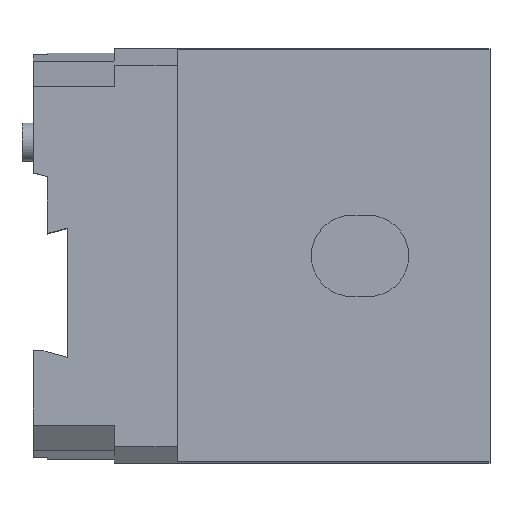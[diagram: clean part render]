
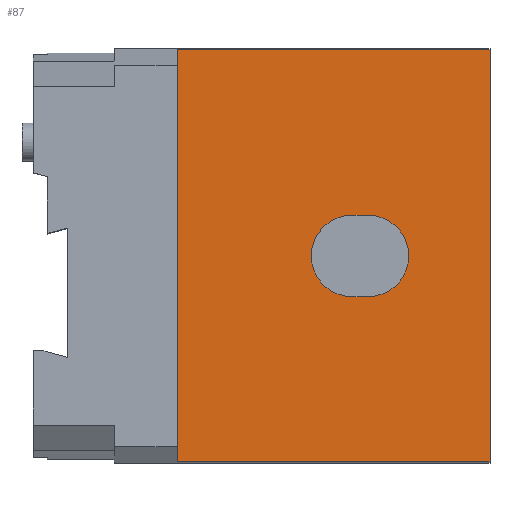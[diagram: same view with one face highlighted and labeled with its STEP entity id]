
A CAD part, top view. The second image highlights one B-rep face of the part: STEP entity #87.
In plain terms, the highlighted planar face has unit normal (0, 0, 1).
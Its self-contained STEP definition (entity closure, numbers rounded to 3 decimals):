
#47=FACE_BOUND('',#228,.T.);
#48=FACE_BOUND('',#229,.T.);
#60=CIRCLE('',#1049,10.);
#61=CIRCLE('',#1052,10.);
#87=ADVANCED_FACE('',(#47,#48),#133,.T.);
#133=PLANE('',#1055);
#228=EDGE_LOOP('',(#372,#373,#374,#375));
#229=EDGE_LOOP('',(#376,#377,#378,#379));
#372=ORIENTED_EDGE('',*,*,#697,.F.);
#373=ORIENTED_EDGE('',*,*,#690,.F.);
#374=ORIENTED_EDGE('',*,*,#693,.F.);
#375=ORIENTED_EDGE('',*,*,#695,.F.);
#376=ORIENTED_EDGE('',*,*,#698,.T.);
#377=ORIENTED_EDGE('',*,*,#699,.T.);
#378=ORIENTED_EDGE('',*,*,#700,.T.);
#379=ORIENTED_EDGE('',*,*,#701,.F.);
#584=VERTEX_POINT('',#1501);
#585=VERTEX_POINT('',#1502);
#586=VERTEX_POINT('',#1507);
#587=VERTEX_POINT('',#1511);
#588=VERTEX_POINT('',#1517);
#589=VERTEX_POINT('',#1518);
#590=VERTEX_POINT('',#1520);
#591=VERTEX_POINT('',#1522);
#690=EDGE_CURVE('',#584,#585,#60,.T.);
#693=EDGE_CURVE('',#586,#584,#816,.T.);
#695=EDGE_CURVE('',#587,#586,#61,.T.);
#697=EDGE_CURVE('',#585,#587,#819,.T.);
#698=EDGE_CURVE('',#588,#589,#820,.T.);
#699=EDGE_CURVE('',#589,#590,#821,.T.);
#700=EDGE_CURVE('',#590,#591,#822,.T.);
#701=EDGE_CURVE('',#588,#591,#823,.T.);
#816=LINE('',#1506,#933);
#819=LINE('',#1514,#936);
#820=LINE('',#1516,#937);
#821=LINE('',#1519,#938);
#822=LINE('',#1521,#939);
#823=LINE('',#1523,#940);
#933=VECTOR('',#1219,1.);
#936=VECTOR('',#1228,1.);
#937=VECTOR('',#1231,1.);
#938=VECTOR('',#1232,1.);
#939=VECTOR('',#1233,1.);
#940=VECTOR('',#1234,1.);
#1049=AXIS2_PLACEMENT_3D('',#1500,#1213,#1214);
#1052=AXIS2_PLACEMENT_3D('',#1510,#1223,#1224);
#1055=AXIS2_PLACEMENT_3D('',#1524,#1235,#1236);
#1213=DIRECTION('',(0.,0.,1.));
#1214=DIRECTION('',(-1.,0.,0.));
#1219=DIRECTION('',(1.,0.,0.));
#1223=DIRECTION('',(0.,0.,1.));
#1224=DIRECTION('',(1.,0.,0.));
#1228=DIRECTION('',(-1.,0.,0.));
#1231=DIRECTION('',(1.,0.,0.));
#1232=DIRECTION('',(0.,1.,0.));
#1233=DIRECTION('',(-1.,0.,0.));
#1234=DIRECTION('',(0.,1.,0.));
#1235=DIRECTION('',(0.,0.,1.));
#1236=DIRECTION('',(1.,0.,0.));
#1500=CARTESIAN_POINT('',(47.,0.,0.));
#1501=CARTESIAN_POINT('',(47.,-10.,0.));
#1502=CARTESIAN_POINT('',(47.,10.,0.));
#1506=CARTESIAN_POINT('',(43.,-10.,0.));
#1507=CARTESIAN_POINT('',(43.,-10.,0.));
#1510=CARTESIAN_POINT('',(43.,0.,0.));
#1511=CARTESIAN_POINT('',(43.,10.,0.));
#1514=CARTESIAN_POINT('',(47.,10.,0.));
#1516=CARTESIAN_POINT('',(-15.5,-50.732,0.));
#1517=CARTESIAN_POINT('',(0.,-50.732,0.));
#1518=CARTESIAN_POINT('',(77.,-50.732,0.));
#1519=CARTESIAN_POINT('',(77.,0.,0.));
#1520=CARTESIAN_POINT('',(77.,50.732,0.));
#1521=CARTESIAN_POINT('',(-15.5,50.732,0.));
#1522=CARTESIAN_POINT('',(0.,50.732,0.));
#1523=CARTESIAN_POINT('',(0.,-127.627,0.));
#1524=CARTESIAN_POINT('',(0.,-127.627,0.));
